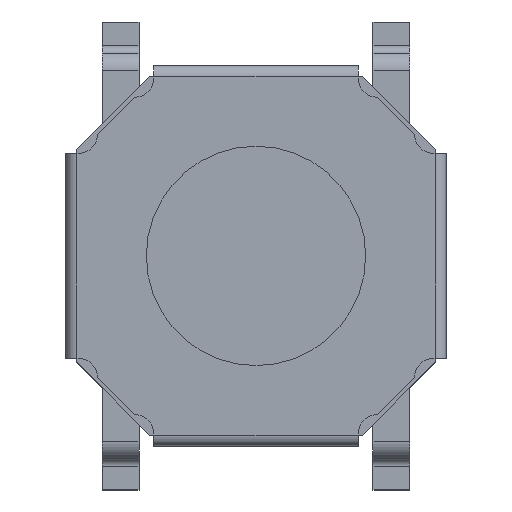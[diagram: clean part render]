
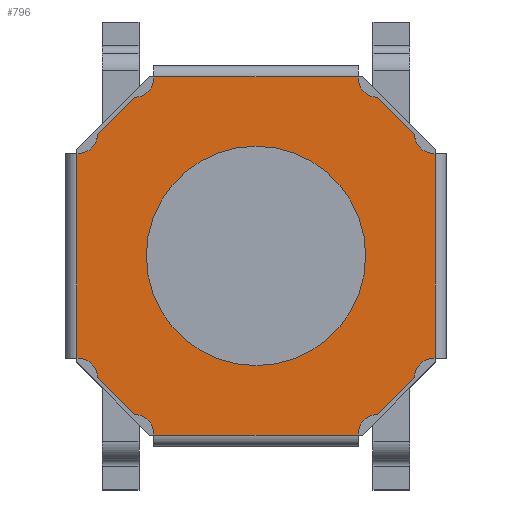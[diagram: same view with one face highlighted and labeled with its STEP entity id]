
A CAD part, top view. The second image highlights one B-rep face of the part: STEP entity #796.
In plain terms, the highlighted planar face has unit normal (0, 0, 1).
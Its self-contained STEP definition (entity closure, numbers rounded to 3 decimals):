
#796=ADVANCED_FACE('',(#2352,#2354),#2356,.T.);
#2352=FACE_BOUND('',#2353,.T.);
#2353=EDGE_LOOP('',(#3586,#3587,#3588,#3589,#3590,#3591,#3592,#3593,#3594,#3595,
#3596,#3597,#3598,#3599,#3600,#3601,#3602,#3603,#3604,#3605,#3606,#3607,#3608,#3609));
#2354=FACE_BOUND('',#2355,.T.);
#2355=EDGE_LOOP('',(#3610));
#2356=PLANE('',#2357);
#2357=AXIS2_PLACEMENT_3D('',#2358,#2359,#2360);
#2358=CARTESIAN_POINT('',(0.,0.,0.9));
#2359=DIRECTION('',(0.,0.,1.));
#2360=DIRECTION('',(1.,0.,0.));
#3586=ORIENTED_EDGE('',*,*,#4367,.T.);
#3587=ORIENTED_EDGE('',*,*,#4304,.T.);
#3588=ORIENTED_EDGE('',*,*,#4306,.T.);
#3589=ORIENTED_EDGE('',*,*,#4308,.T.);
#3590=ORIENTED_EDGE('',*,*,#4310,.T.);
#3591=ORIENTED_EDGE('',*,*,#4311,.T.);
#3592=ORIENTED_EDGE('',*,*,#4292,.T.);
#3593=ORIENTED_EDGE('',*,*,#4300,.T.);
#3594=ORIENTED_EDGE('',*,*,#4313,.T.);
#3595=ORIENTED_EDGE('',*,*,#4315,.T.);
#3596=ORIENTED_EDGE('',*,*,#4317,.T.);
#3597=ORIENTED_EDGE('',*,*,#4319,.T.);
#3598=ORIENTED_EDGE('',*,*,#4368,.T.);
#3599=ORIENTED_EDGE('',*,*,#4325,.T.);
#3600=ORIENTED_EDGE('',*,*,#4327,.T.);
#3601=ORIENTED_EDGE('',*,*,#4329,.T.);
#3602=ORIENTED_EDGE('',*,*,#4331,.T.);
#3603=ORIENTED_EDGE('',*,*,#4333,.T.);
#3604=ORIENTED_EDGE('',*,*,#4369,.T.);
#3605=ORIENTED_EDGE('',*,*,#4339,.T.);
#3606=ORIENTED_EDGE('',*,*,#4341,.T.);
#3607=ORIENTED_EDGE('',*,*,#4343,.T.);
#3608=ORIENTED_EDGE('',*,*,#4345,.T.);
#3609=ORIENTED_EDGE('',*,*,#4347,.T.);
#3610=ORIENTED_EDGE('',*,*,#4301,.T.);
#4292=EDGE_CURVE('',#4841,#4791,#4861,.T.);
#4300=EDGE_CURVE('',#4791,#4871,#4873,.T.);
#4301=EDGE_CURVE('',#4874,#4874,#4875,.F.);
#4304=EDGE_CURVE('',#4876,#4878,#4880,.T.);
#4306=EDGE_CURVE('',#4878,#4881,#4883,.T.);
#4308=EDGE_CURVE('',#4881,#4884,#4886,.T.);
#4310=EDGE_CURVE('',#4884,#4887,#4889,.T.);
#4311=EDGE_CURVE('',#4887,#4841,#4890,.T.);
#4313=EDGE_CURVE('',#4871,#4891,#4893,.T.);
#4315=EDGE_CURVE('',#4891,#4894,#4896,.T.);
#4317=EDGE_CURVE('',#4894,#4897,#4899,.T.);
#4319=EDGE_CURVE('',#4897,#4900,#4902,.T.);
#4325=EDGE_CURVE('',#4908,#4910,#4912,.T.);
#4327=EDGE_CURVE('',#4910,#4913,#4915,.T.);
#4329=EDGE_CURVE('',#4913,#4916,#4918,.T.);
#4331=EDGE_CURVE('',#4916,#4919,#4921,.T.);
#4333=EDGE_CURVE('',#4919,#4922,#4924,.T.);
#4339=EDGE_CURVE('',#4930,#4932,#4934,.T.);
#4341=EDGE_CURVE('',#4932,#4935,#4937,.T.);
#4343=EDGE_CURVE('',#4935,#4938,#4940,.T.);
#4345=EDGE_CURVE('',#4938,#4941,#4943,.T.);
#4347=EDGE_CURVE('',#4941,#4944,#4946,.T.);
#4367=EDGE_CURVE('',#4944,#4876,#4975,.T.);
#4368=EDGE_CURVE('',#4900,#4908,#4976,.T.);
#4369=EDGE_CURVE('',#4922,#4930,#4977,.T.);
#4791=VERTEX_POINT('',#5800);
#4841=VERTEX_POINT('',#5912);
#4861=LINE('',#5961,#5962);
#4871=VERTEX_POINT('',#6003);
#4873=LINE('',#6007,#6008);
#4874=VERTEX_POINT('',#6010);
#4875=CIRCLE('',#6011,1.5);
#4876=VERTEX_POINT('',#6015);
#4878=VERTEX_POINT('',#6019);
#4880=LINE('',#6023,#6024);
#4881=VERTEX_POINT('',#6026);
#4883=CIRCLE('',#6030,0.26);
#4884=VERTEX_POINT('',#6034);
#4886=LINE('',#6038,#6039);
#4887=VERTEX_POINT('',#6041);
#4889=CIRCLE('',#6045,0.26);
#4890=LINE('',#6049,#6050);
#4891=VERTEX_POINT('',#6052);
#4893=CIRCLE('',#6056,0.26);
#4894=VERTEX_POINT('',#6060);
#4896=LINE('',#6064,#6065);
#4897=VERTEX_POINT('',#6067);
#4899=CIRCLE('',#6071,0.26);
#4900=VERTEX_POINT('',#6075);
#4902=LINE('',#6079,#6080);
#4908=VERTEX_POINT('',#6095);
#4910=VERTEX_POINT('',#6099);
#4912=LINE('',#6103,#6104);
#4913=VERTEX_POINT('',#6106);
#4915=CIRCLE('',#6110,0.26);
#4916=VERTEX_POINT('',#6114);
#4918=LINE('',#6118,#6119);
#4919=VERTEX_POINT('',#6121);
#4921=CIRCLE('',#6125,0.26);
#4922=VERTEX_POINT('',#6129);
#4924=LINE('',#6133,#6134);
#4930=VERTEX_POINT('',#6149);
#4932=VERTEX_POINT('',#6153);
#4934=LINE('',#6157,#6158);
#4935=VERTEX_POINT('',#6160);
#4937=CIRCLE('',#6164,0.26);
#4938=VERTEX_POINT('',#6168);
#4940=LINE('',#6172,#6173);
#4941=VERTEX_POINT('',#6175);
#4943=CIRCLE('',#6179,0.26);
#4944=VERTEX_POINT('',#6183);
#4946=LINE('',#6187,#6188);
#4975=LINE('',#6263,#6264);
#4976=LINE('',#6266,#6267);
#4977=LINE('',#6269,#6270);
#5800=CARTESIAN_POINT('',(-1.4,2.45,0.9));
#5912=CARTESIAN_POINT('',(1.4,2.45,0.9));
#5961=CARTESIAN_POINT('',(1.4,2.45,0.9));
#5962=VECTOR('',#5963,1.);
#5963=DIRECTION('',(-1.,0.,0.));
#6003=CARTESIAN_POINT('',(-1.4,2.429,0.9));
#6007=CARTESIAN_POINT('',(-1.4,2.45,0.9));
#6008=VECTOR('',#6009,1.);
#6009=DIRECTION('',(0.,-1.,0.));
#6010=CARTESIAN_POINT('',(1.5,0.,0.9));
#6011=AXIS2_PLACEMENT_3D('',#6012,#6013,#6014);
#6012=CARTESIAN_POINT('',(0.,0.,0.9));
#6013=DIRECTION('',(0.,0.,1.));
#6014=DIRECTION('',(1.,0.,0.));
#6015=CARTESIAN_POINT('',(2.45,1.4,0.9));
#6019=CARTESIAN_POINT('',(2.429,1.4,0.9));
#6023=CARTESIAN_POINT('',(2.45,1.4,0.9));
#6024=VECTOR('',#6025,1.);
#6025=DIRECTION('',(-1.,0.,0.));
#6026=CARTESIAN_POINT('',(2.169,1.66,0.9));
#6030=AXIS2_PLACEMENT_3D('',#6031,#6032,#6033);
#6031=CARTESIAN_POINT('',(2.429,1.66,0.9));
#6032=DIRECTION('',(0.,0.,-1.));
#6033=DIRECTION('',(0.,-1.,0.));
#6034=CARTESIAN_POINT('',(1.66,2.169,0.9));
#6038=CARTESIAN_POINT('',(2.169,1.66,0.9));
#6039=VECTOR('',#6040,1.);
#6040=DIRECTION('',(-0.707,0.707,0.));
#6041=CARTESIAN_POINT('',(1.4,2.429,0.9));
#6045=AXIS2_PLACEMENT_3D('',#6046,#6047,#6048);
#6046=CARTESIAN_POINT('',(1.66,2.429,0.9));
#6047=DIRECTION('',(0.,0.,-1.));
#6048=DIRECTION('',(0.,-1.,0.));
#6049=CARTESIAN_POINT('',(1.4,2.429,0.9));
#6050=VECTOR('',#6051,1.);
#6051=DIRECTION('',(0.,1.,0.));
#6052=CARTESIAN_POINT('',(-1.66,2.169,0.9));
#6056=AXIS2_PLACEMENT_3D('',#6057,#6058,#6059);
#6057=CARTESIAN_POINT('',(-1.66,2.429,0.9));
#6058=DIRECTION('',(0.,0.,-1.));
#6059=DIRECTION('',(1.,0.,0.));
#6060=CARTESIAN_POINT('',(-2.169,1.66,0.9));
#6064=CARTESIAN_POINT('',(-1.66,2.169,0.9));
#6065=VECTOR('',#6066,1.);
#6066=DIRECTION('',(-0.707,-0.707,0.));
#6067=CARTESIAN_POINT('',(-2.429,1.4,0.9));
#6071=AXIS2_PLACEMENT_3D('',#6072,#6073,#6074);
#6072=CARTESIAN_POINT('',(-2.429,1.66,0.9));
#6073=DIRECTION('',(0.,0.,-1.));
#6074=DIRECTION('',(1.,0.,0.));
#6075=CARTESIAN_POINT('',(-2.45,1.4,0.9));
#6079=CARTESIAN_POINT('',(-2.429,1.4,0.9));
#6080=VECTOR('',#6081,1.);
#6081=DIRECTION('',(-1.,0.,0.));
#6095=CARTESIAN_POINT('',(-2.45,-1.4,0.9));
#6099=CARTESIAN_POINT('',(-2.429,-1.4,0.9));
#6103=CARTESIAN_POINT('',(-2.45,-1.4,0.9));
#6104=VECTOR('',#6105,1.);
#6105=DIRECTION('',(1.,0.,0.));
#6106=CARTESIAN_POINT('',(-2.169,-1.66,0.9));
#6110=AXIS2_PLACEMENT_3D('',#6111,#6112,#6113);
#6111=CARTESIAN_POINT('',(-2.429,-1.66,0.9));
#6112=DIRECTION('',(0.,0.,-1.));
#6113=DIRECTION('',(0.,1.,0.));
#6114=CARTESIAN_POINT('',(-1.66,-2.169,0.9));
#6118=CARTESIAN_POINT('',(-2.169,-1.66,0.9));
#6119=VECTOR('',#6120,1.);
#6120=DIRECTION('',(0.707,-0.707,0.));
#6121=CARTESIAN_POINT('',(-1.4,-2.429,0.9));
#6125=AXIS2_PLACEMENT_3D('',#6126,#6127,#6128);
#6126=CARTESIAN_POINT('',(-1.66,-2.429,0.9));
#6127=DIRECTION('',(0.,0.,-1.));
#6128=DIRECTION('',(0.,1.,0.));
#6129=CARTESIAN_POINT('',(-1.4,-2.45,0.9));
#6133=CARTESIAN_POINT('',(-1.4,-2.429,0.9));
#6134=VECTOR('',#6135,1.);
#6135=DIRECTION('',(0.,-1.,0.));
#6149=CARTESIAN_POINT('',(1.4,-2.45,0.9));
#6153=CARTESIAN_POINT('',(1.4,-2.429,0.9));
#6157=CARTESIAN_POINT('',(1.4,-2.45,0.9));
#6158=VECTOR('',#6159,1.);
#6159=DIRECTION('',(0.,1.,0.));
#6160=CARTESIAN_POINT('',(1.66,-2.169,0.9));
#6164=AXIS2_PLACEMENT_3D('',#6165,#6166,#6167);
#6165=CARTESIAN_POINT('',(1.66,-2.429,0.9));
#6166=DIRECTION('',(0.,0.,-1.));
#6167=DIRECTION('',(-1.,0.,0.));
#6168=CARTESIAN_POINT('',(2.169,-1.66,0.9));
#6172=CARTESIAN_POINT('',(1.66,-2.169,0.9));
#6173=VECTOR('',#6174,1.);
#6174=DIRECTION('',(0.707,0.707,0.));
#6175=CARTESIAN_POINT('',(2.429,-1.4,0.9));
#6179=AXIS2_PLACEMENT_3D('',#6180,#6181,#6182);
#6180=CARTESIAN_POINT('',(2.429,-1.66,0.9));
#6181=DIRECTION('',(0.,0.,-1.));
#6182=DIRECTION('',(-1.,0.,0.));
#6183=CARTESIAN_POINT('',(2.45,-1.4,0.9));
#6187=CARTESIAN_POINT('',(2.429,-1.4,0.9));
#6188=VECTOR('',#6189,1.);
#6189=DIRECTION('',(1.,0.,0.));
#6263=CARTESIAN_POINT('',(2.45,-1.4,0.9));
#6264=VECTOR('',#6265,1.);
#6265=DIRECTION('',(0.,1.,0.));
#6266=CARTESIAN_POINT('',(-2.45,1.4,0.9));
#6267=VECTOR('',#6268,1.);
#6268=DIRECTION('',(0.,-1.,0.));
#6269=CARTESIAN_POINT('',(-1.4,-2.45,0.9));
#6270=VECTOR('',#6271,1.);
#6271=DIRECTION('',(1.,0.,0.));
